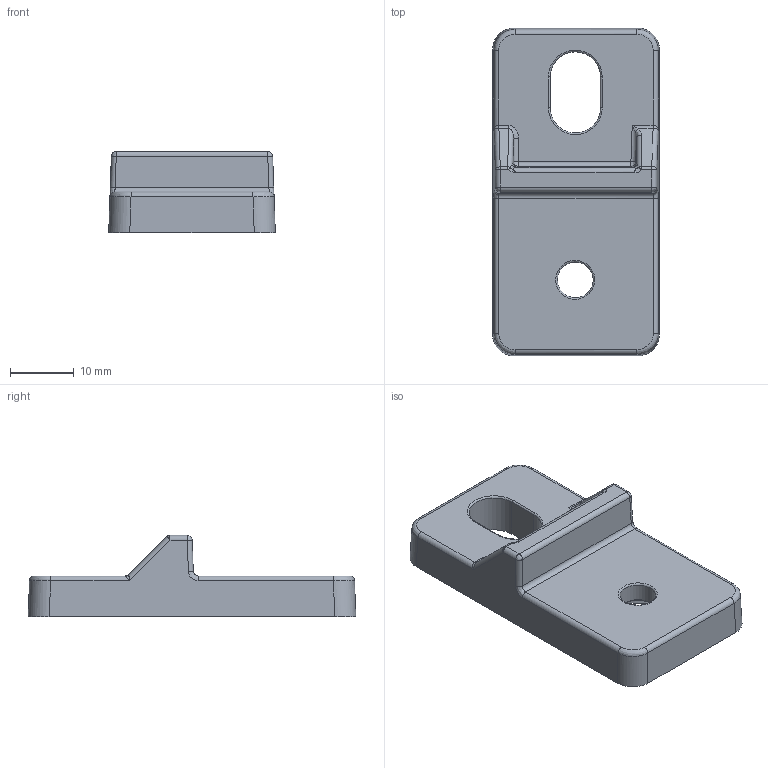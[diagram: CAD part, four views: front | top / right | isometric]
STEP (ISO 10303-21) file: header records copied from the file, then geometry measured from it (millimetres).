
FILE_DESCRIPTION (( 'STEP AP214' ), '1' );
FILE_NAME ('FRMGFTKIT.STEP', '2018-10-24T22:20:55', ( '' ), ( '' ), 'SwSTEP 2.0', 'SolidWorks 2017', '' );
FILE_SCHEMA (( 'AUTOMOTIVE_DESIGN' ));
Length unit declared in the file: inch
Products named in the file (1): FRMGFTKIT
Bounding box: 26.07 x 51.24 x 12.7 mm (x, y, z)
Volume: 8194.6 mm3; surface area: 3968.3 mm2
Topology: 1 solids, 1 shells, 84 faces, 200 edges, 111 vertices
Faces by surface type: cylinder 35, bspline 32, plane 16, cone 1
Full cylindrical faces by diameter (mm): 5.588 x1
Entity records: 4875 total; most frequent: CARTESIAN_POINT 3238, ORIENTED_EDGE 374, DIRECTION 241, EDGE_CURVE 187, VERTEX_POINT 109, EDGE_LOOP 92, FACE_OUTER_BOUND 87, ADVANCED_FACE 84
